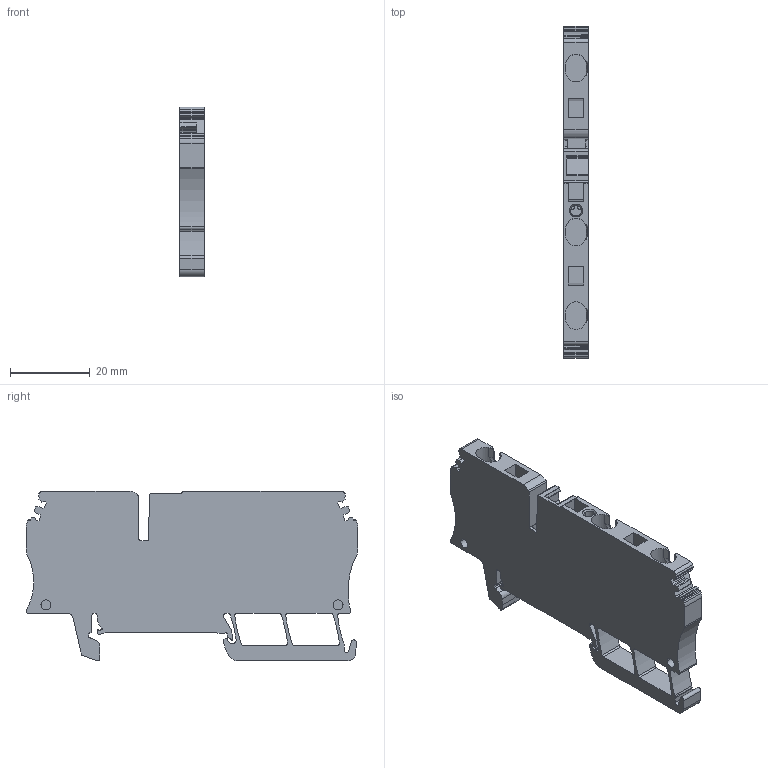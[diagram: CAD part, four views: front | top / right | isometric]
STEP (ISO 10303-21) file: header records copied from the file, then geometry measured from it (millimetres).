
FILE_DESCRIPTION(('CATIA V5R22 STEP214','CAx-IF Rec.Pracs.--- Model Styling and Organization---1.4--- 2014-01-23'),'2;1');
FILE_NAME ('031570-5_0', '2021-05-12T07:47:25+00:00', ('Weidmueller Interface'), ('Weidmueller'), 'CATIA Version 5-6 Release 2016 SP3 HF44', 'CATIA V5 STEP AP214', 'none');
FILE_SCHEMA(('AUTOMOTIVE_DESIGN { 1 0 10303 214 1 1 1 1 }'));
Length unit declared in the file: millimetre
Products named in the file (1): 7904180000
Bounding box: 6.1 x 83.35 x 42.6 mm (x, y, z)
Volume: 15606.7 mm3; surface area: 9108.5 mm2
Topology: 1 solids, 1 shells, 315 faces, 933 edges, 628 vertices
Faces by surface type: plane 181, cylinder 121, extrusion 7, cone 6
Entity records: 10345 total; most frequent: CARTESIAN_POINT 2023, ORIENTED_EDGE 1866, DIRECTION 1472, EDGE_CURVE 933, VECTOR 644, LINE 637, VERTEX_POINT 628, AXIS2_PLACEMENT_3D 548
